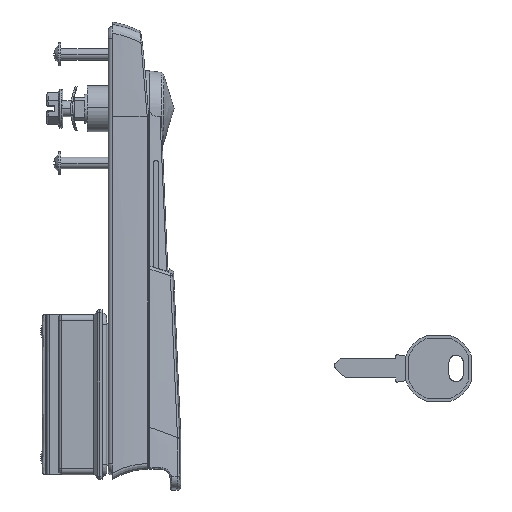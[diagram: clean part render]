
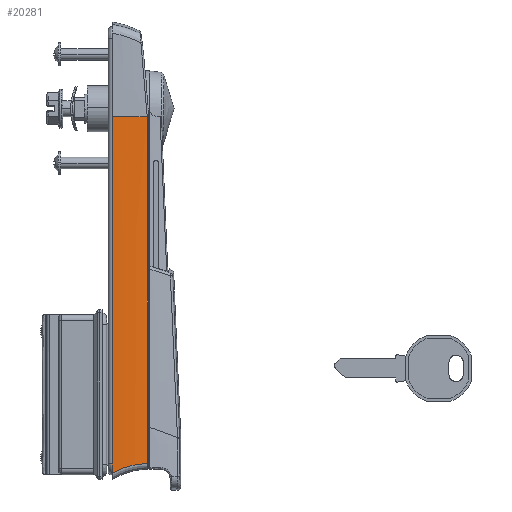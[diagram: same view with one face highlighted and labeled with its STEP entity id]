
A CAD part, left-side view. The second image highlights one B-rep face of the part: STEP entity #20281.
In plain terms, the highlighted free-form (B-spline) face has degree [3, 3] with [4, 4] control points.
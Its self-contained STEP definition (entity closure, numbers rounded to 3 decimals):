
#15579=CARTESIAN_POINT('',(-12.188,15.946,-124.013));
#15580=VERTEX_POINT('',#15579);
#15732=CARTESIAN_POINT('',(-12.188,15.803,-2.741));
#15733=VERTEX_POINT('',#15732);
#15769=CARTESIAN_POINT('',(-12.188,15.803,-2.741));
#15770=VERTEX_POINT('',#15769);
#15780=CARTESIAN_POINT('',(-12.188,15.803,-2.741));
#15781=CARTESIAN_POINT('',(-12.188,15.803,-2.741));
#15782=CARTESIAN_POINT('',(-12.188,15.803,-2.741));
#15783=CARTESIAN_POINT('',(-12.188,15.803,-2.741));
#15784=B_SPLINE_CURVE_WITH_KNOTS('',3,(#15780,#15781,#15782,#15783),.UNSPECIFIED.,.T.,.U.,(4,4),(0.012,1.0),.UNSPECIFIED.);
#15785=EDGE_CURVE('',#15733,#15770,#15784,.T.);
#15810=CARTESIAN_POINT('',(-12.188,15.946,-124.013));
#15811=CARTESIAN_POINT('',(-12.188,15.803,-2.741));
#15812=QUASI_UNIFORM_CURVE('',1,(#15810,#15811),.UNSPECIFIED.,.F.,.U.);
#15813=EDGE_CURVE('',#15580,#15733,#15812,.T.);
#16239=CARTESIAN_POINT('',(0.,17.197,-127.378));
#16240=VERTEX_POINT('',#16239);
#16241=CARTESIAN_POINT('',(0.,17.197,-127.378));
#16242=CARTESIAN_POINT('',(-0.117,17.193,-127.313));
#16243=CARTESIAN_POINT('',(-0.235,17.189,-127.249));
#16244=CARTESIAN_POINT('',(-0.47,17.179,-127.123));
#16245=CARTESIAN_POINT('',(-0.825,17.164,-126.937));
#16246=CARTESIAN_POINT('',(-1.423,17.136,-126.639));
#16247=CARTESIAN_POINT('',(-1.908,17.109,-126.416));
#16248=CARTESIAN_POINT('',(-2.397,17.08,-126.2));
#16249=CARTESIAN_POINT('',(-2.643,17.065,-126.095));
#16250=CARTESIAN_POINT('',(-3.88,16.981,-125.592));
#16251=CARTESIAN_POINT('',(-4.888,16.897,-125.25));
#16252=CARTESIAN_POINT('',(-6.427,16.743,-124.826));
#16253=CARTESIAN_POINT('',(-6.945,16.686,-124.7));
#16254=CARTESIAN_POINT('',(-7.984,16.564,-124.48));
#16255=CARTESIAN_POINT('',(-8.506,16.499,-124.385));
#16256=CARTESIAN_POINT('',(-9.554,16.357,-124.226));
#16257=CARTESIAN_POINT('',(-10.081,16.282,-124.161));
#16258=CARTESIAN_POINT('',(-11.134,16.121,-124.064));
#16259=CARTESIAN_POINT('',(-11.661,16.036,-124.031));
#16260=CARTESIAN_POINT('',(-12.188,15.946,-124.013));
#16261=B_SPLINE_CURVE_WITH_KNOTS('',3,(#16241,#16242,#16243,#16244,#16245,#16246,#16247,#16248,#16249,#16250,#16251,#16252,#16253,#16254,#16255,#16256,#16257,#16258,#16259,#16260),.UNSPECIFIED.,.F.,.U.,(4,2,1,1,2,2,2,2,2,2,4),(0.0,0.031,0.063,0.125,0.187,0.25,0.5,0.625,0.75,0.875,1.0),.UNSPECIFIED.);
#16262=EDGE_CURVE('',#16240,#15580,#16261,.T.);
#20192=CARTESIAN_POINT('',(0.,17.05,-2.741));
#20193=VERTEX_POINT('',#20192);
#20194=CARTESIAN_POINT('',(0.,17.05,-2.741));
#20195=CARTESIAN_POINT('',(-4.084,16.906,-2.741));
#20196=CARTESIAN_POINT('',(-8.159,16.489,-2.741));
#20197=CARTESIAN_POINT('',(-12.188,15.803,-2.741));
#20198=B_SPLINE_CURVE_WITH_KNOTS('',3,(#20194,#20195,#20196,#20197),.UNSPECIFIED.,.F.,.U.,(4,4),(0.0,0.967),.UNSPECIFIED.);
#20199=EDGE_CURVE('',#20193,#15770,#20198,.T.);
#20253=CARTESIAN_POINT('',(0.123,17.053,-1.495));
#20254=CARTESIAN_POINT('',(-4.044,16.911,-1.495));
#20255=CARTESIAN_POINT('',(-8.2,16.486,-1.495));
#20256=CARTESIAN_POINT('',(-12.309,15.781,-1.495));
#20257=CARTESIAN_POINT('',(0.123,17.103,-43.871));
#20258=CARTESIAN_POINT('',(-4.044,16.961,-43.871));
#20259=CARTESIAN_POINT('',(-8.2,16.536,-43.871));
#20260=CARTESIAN_POINT('',(-12.309,15.831,-43.871));
#20261=CARTESIAN_POINT('',(0.123,17.153,-86.248));
#20262=CARTESIAN_POINT('',(-4.044,17.011,-86.248));
#20263=CARTESIAN_POINT('',(-8.2,16.586,-86.248));
#20264=CARTESIAN_POINT('',(-12.309,15.881,-86.248));
#20265=CARTESIAN_POINT('',(0.123,17.203,-128.625));
#20266=CARTESIAN_POINT('',(-4.044,17.061,-128.625));
#20267=CARTESIAN_POINT('',(-8.2,16.636,-128.625));
#20268=CARTESIAN_POINT('',(-12.309,15.931,-128.625));
#20269=B_SPLINE_SURFACE_WITH_KNOTS('',3,3,((#20253,#20257,#20261,#20265),(#20254,#20258,#20262,#20266),(#20255,#20259,#20263,#20267),(#20256,#20260,#20264,#20268)),.UNSPECIFIED.,.F.,.F.,.U.,(4,4),(4,4),(0.0,12.506),(0.0,127.13),.UNSPECIFIED.);
#20270=ORIENTED_EDGE('',*,*,#15813,.T.);
#20271=ORIENTED_EDGE('',*,*,#15785,.T.);
#20272=ORIENTED_EDGE('',*,*,#20199,.F.);
#20273=CARTESIAN_POINT('',(0.,17.05,-2.741));
#20274=CARTESIAN_POINT('',(0.,17.197,-127.378));
#20275=B_SPLINE_CURVE_WITH_KNOTS('',1,(#20273,#20274),.UNSPECIFIED.,.F.,.U.,(2,2),(0.0,0.982),.UNSPECIFIED.);
#20276=EDGE_CURVE('',#20193,#16240,#20275,.T.);
#20277=ORIENTED_EDGE('',*,*,#20276,.T.);
#20278=ORIENTED_EDGE('',*,*,#16262,.T.);
#20279=EDGE_LOOP('',(#20270,#20271,#20272,#20277,#20278));
#20280=FACE_OUTER_BOUND('',#20279,.T.);
#20281=ADVANCED_FACE('',(#20280),#20269,.F.);
